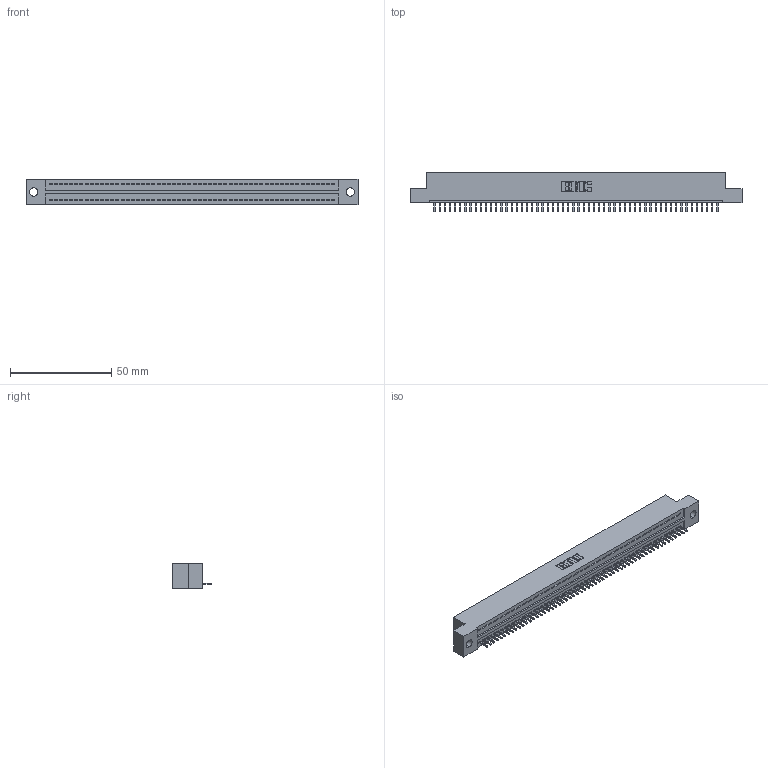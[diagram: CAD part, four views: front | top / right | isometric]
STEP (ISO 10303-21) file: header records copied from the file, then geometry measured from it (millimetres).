
FILE_DESCRIPTION (( 'STEP AP203' ), '1' );
FILE_NAME ('325-056-520-109.STEP', '2020-02-25T01:26:47', ( '' ), ( '' ), 'SwSTEP 2.0', 'SolidWorks 2016', '' );
FILE_SCHEMA (( 'CONFIG_CONTROL_DESIGN' ));
Length unit declared in the file: inch
Products named in the file (3): 325 Part_.160 TH; 325-292-001_325-293-120; 325-056-520-109
Assembly tree (57 placements, depth 2):
  325-056-520-109
    325 Part_.160 TH
    325-292-001_325-293-120  x56
Bounding box: 163.96 x 19.68 x 12.45 mm (x, y, z)
Volume: 20548.9 mm3; surface area: 21994.2 mm2
Topology: 57 solids, 57 shells, 3362 faces, 10167 edges, 6702 vertices
Faces by surface type: plane 2422, cylinder 940
Entity records: 32445 total; most frequent: CARTESIAN_POINT 5602, ORIENTED_EDGE 5594, DIRECTION 4697, EDGE_CURVE 2797, VECTOR 2669, LINE 2669, VERTEX_POINT 1862, AXIS2_PLACEMENT_3D 1014
